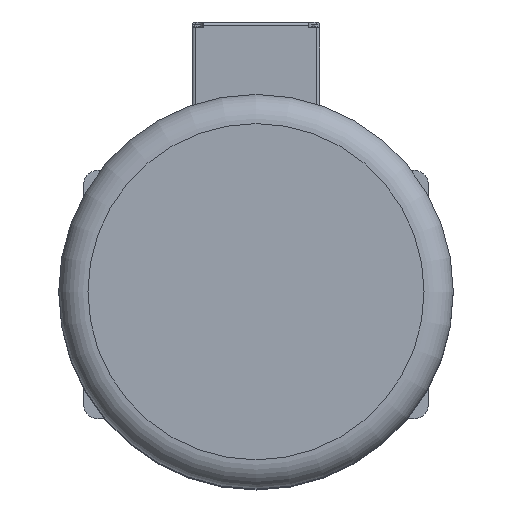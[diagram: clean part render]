
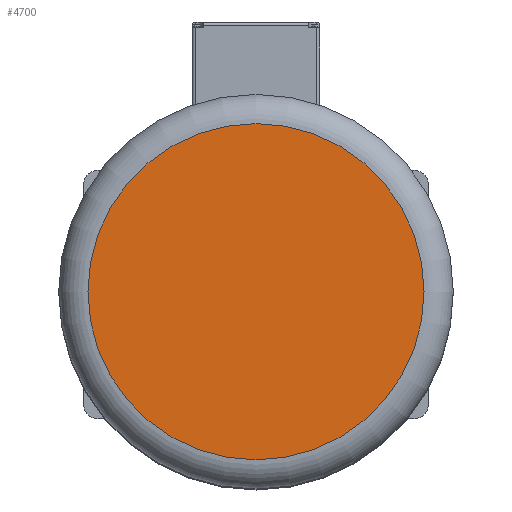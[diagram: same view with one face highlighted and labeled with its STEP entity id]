
A CAD part, top view. The second image highlights one B-rep face of the part: STEP entity #4700.
In plain terms, the highlighted planar face has unit normal (0, 0, 1).
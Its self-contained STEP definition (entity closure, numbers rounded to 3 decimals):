
#4700=ADVANCED_FACE('',(#8692),#8694,.T.);
#8692=FACE_BOUND('',#8693,.T.);
#8693=EDGE_LOOP('',(#11432));
#8694=PLANE('',#8695);
#8695=AXIS2_PLACEMENT_3D('',#8696,#8697,#8698);
#8696=CARTESIAN_POINT('',(0.,0.,2270.));
#8697=DIRECTION('',(0.,0.,1.));
#8698=DIRECTION('',(0.,1.,0.));
#11432=ORIENTED_EDGE('',*,*,#12838,.F.);
#12838=EDGE_CURVE('',#15222,#15222,#15223,.T.);
#15222=VERTEX_POINT('',#23431);
#15223=CIRCLE('',#23432,230.);
#23431=CARTESIAN_POINT('',(0.,230.,2270.));
#23432=AXIS2_PLACEMENT_3D('',#23433,#23434,#23435);
#23433=CARTESIAN_POINT('',(0.,0.,2270.));
#23434=DIRECTION('',(0.,0.,-1.));
#23435=DIRECTION('',(0.,1.,0.));
